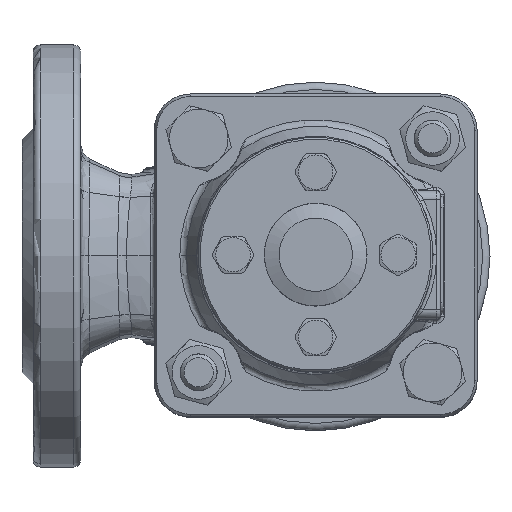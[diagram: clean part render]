
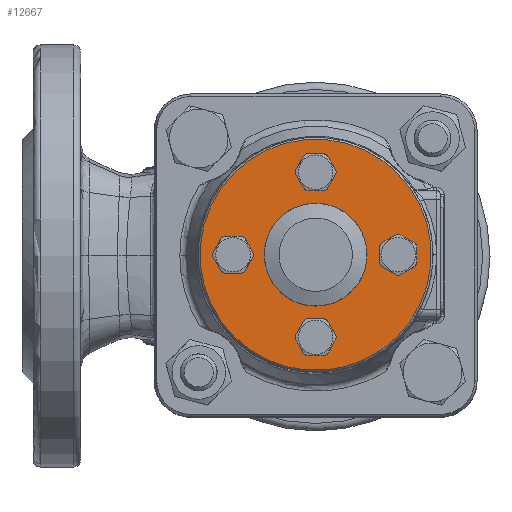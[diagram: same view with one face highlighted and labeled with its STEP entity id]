
A CAD part, top view. The second image highlights one B-rep face of the part: STEP entity #12667.
In plain terms, the highlighted planar face has unit normal (0, 0, 1).
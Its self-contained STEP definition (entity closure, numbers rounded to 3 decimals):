
#12431=CARTESIAN_POINT('',(22.274,-22.274,192.95));
#12432=VERTEX_POINT('',#12431);
#12433=CARTESIAN_POINT('',(-22.274,22.274,192.95));
#12434=VERTEX_POINT('',#12433);
#12435=CARTESIAN_POINT('',(-0.,-0.,192.95));
#12436=DIRECTION('',(0.,-0.,1.));
#12437=DIRECTION('',(-0.707,0.707,0.));
#12438=AXIS2_PLACEMENT_3D('',#12435,#12436,#12437);
#12439=CIRCLE('',#12438,31.5);
#12440=EDGE_CURVE('NONE',#12432,#12434,#12439,.T.);
#12442=CARTESIAN_POINT('',(-0.,-0.,192.95));
#12443=DIRECTION('',(0.,-0.,1.));
#12444=DIRECTION('',(-0.707,0.707,0.));
#12445=AXIS2_PLACEMENT_3D('',#12442,#12443,#12444);
#12446=CIRCLE('',#12445,31.5);
#12447=EDGE_CURVE('NONE',#12434,#12432,#12446,.T.);
#12503=CARTESIAN_POINT('',(-9.899,9.899,192.95));
#12504=VERTEX_POINT('',#12503);
#12505=CARTESIAN_POINT('',(9.899,-9.899,192.95));
#12506=VERTEX_POINT('',#12505);
#12507=CARTESIAN_POINT('',(-0.,-0.,192.95));
#12508=DIRECTION('',(-0.,0.,-1.));
#12509=DIRECTION('',(-0.707,0.707,0.));
#12510=AXIS2_PLACEMENT_3D('',#12507,#12508,#12509);
#12511=CIRCLE('',#12510,14.);
#12512=EDGE_CURVE('NONE',#12504,#12506,#12511,.T.);
#12514=CARTESIAN_POINT('',(-0.,-0.,192.95));
#12515=DIRECTION('',(-0.,0.,-1.));
#12516=DIRECTION('',(-0.707,0.707,0.));
#12517=AXIS2_PLACEMENT_3D('',#12514,#12515,#12516);
#12518=CIRCLE('',#12517,14.);
#12519=EDGE_CURVE('NONE',#12506,#12504,#12518,.T.);
#12654=CARTESIAN_POINT('',(-22.627,-22.627,192.95));
#12655=DIRECTION('',(-0.,0.,-1.));
#12656=DIRECTION('',(-0.707,0.707,0.));
#12657=AXIS2_PLACEMENT_3D('',#12654,#12655,#12656);
#12658=PLANE('',#12657);
#12659=ORIENTED_EDGE('',*,*,#12447,.T.);
#12660=ORIENTED_EDGE('',*,*,#12440,.T.);
#12661=EDGE_LOOP('',(#12659,#12660));
#12662=FACE_BOUND('',#12661,.T.);
#12663=ORIENTED_EDGE('',*,*,#12512,.T.);
#12664=ORIENTED_EDGE('',*,*,#12519,.T.);
#12665=EDGE_LOOP('',(#12663,#12664));
#12666=FACE_BOUND('',#12665,.T.);
#12667=ADVANCED_FACE('NONE',(#12662,#12666),#12658,.F.);
